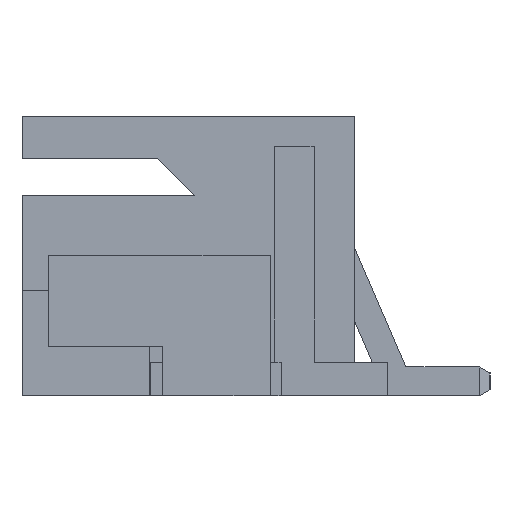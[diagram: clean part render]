
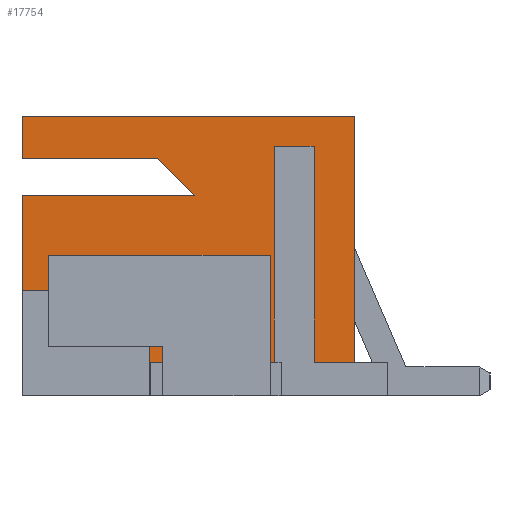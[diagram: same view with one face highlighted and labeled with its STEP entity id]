
A CAD part, left-side view. The second image highlights one B-rep face of the part: STEP entity #17754.
In plain terms, the highlighted planar face has unit normal (-1, 0, 0).
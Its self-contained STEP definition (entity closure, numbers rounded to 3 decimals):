
#1284=ORIENTED_EDGE('',*,*,#4053,.T.);
#1285=ORIENTED_EDGE('',*,*,#4764,.T.);
#1286=ORIENTED_EDGE('',*,*,#4765,.T.);
#1287=ORIENTED_EDGE('',*,*,#4766,.T.);
#1288=ORIENTED_EDGE('',*,*,#4758,.T.);
#1289=ORIENTED_EDGE('',*,*,#4153,.T.);
#1290=ORIENTED_EDGE('',*,*,#4179,.F.);
#1291=ORIENTED_EDGE('',*,*,#4175,.F.);
#1292=ORIENTED_EDGE('',*,*,#4767,.T.);
#1293=ORIENTED_EDGE('',*,*,#4768,.T.);
#1294=ORIENTED_EDGE('',*,*,#4769,.T.);
#1295=ORIENTED_EDGE('',*,*,#4770,.T.);
#1296=ORIENTED_EDGE('',*,*,#4771,.T.);
#1297=ORIENTED_EDGE('',*,*,#4171,.F.);
#1298=ORIENTED_EDGE('',*,*,#4772,.T.);
#1299=ORIENTED_EDGE('',*,*,#4773,.T.);
#1300=ORIENTED_EDGE('',*,*,#4774,.T.);
#1301=ORIENTED_EDGE('',*,*,#4194,.F.);
#1302=ORIENTED_EDGE('',*,*,#4775,.F.);
#1303=ORIENTED_EDGE('',*,*,#4045,.T.);
#4045=EDGE_CURVE('',#5880,#5879,#7054,.T.);
#4053=EDGE_CURVE('',#5879,#5886,#7062,.T.);
#4153=EDGE_CURVE('',#5984,#5983,#7162,.T.);
#4171=EDGE_CURVE('',#5998,#5994,#7180,.T.);
#4175=EDGE_CURVE('',#5999,#6001,#7184,.T.);
#4179=EDGE_CURVE('',#6001,#5983,#7188,.T.);
#4194=EDGE_CURVE('',#6016,#6017,#7203,.T.);
#4758=EDGE_CURVE('',#6423,#5984,#7767,.T.);
#4764=EDGE_CURVE('',#5886,#6427,#7773,.T.);
#4765=EDGE_CURVE('',#6427,#6428,#7774,.T.);
#4766=EDGE_CURVE('',#6428,#6423,#7775,.T.);
#4767=EDGE_CURVE('',#5999,#6429,#7776,.T.);
#4768=EDGE_CURVE('',#6429,#6430,#7777,.T.);
#4769=EDGE_CURVE('',#6430,#6431,#7778,.T.);
#4770=EDGE_CURVE('',#6431,#6432,#7779,.T.);
#4771=EDGE_CURVE('',#6432,#5994,#7780,.T.);
#4772=EDGE_CURVE('',#5998,#6433,#7781,.T.);
#4773=EDGE_CURVE('',#6433,#6434,#7782,.T.);
#4774=EDGE_CURVE('',#6434,#6017,#7783,.T.);
#4775=EDGE_CURVE('',#5880,#6016,#7784,.T.);
#5879=VERTEX_POINT('',#22096);
#5880=VERTEX_POINT('',#22098);
#5886=VERTEX_POINT('',#22112);
#5983=VERTEX_POINT('',#22313);
#5984=VERTEX_POINT('',#22315);
#5994=VERTEX_POINT('',#22342);
#5998=VERTEX_POINT('',#22350);
#5999=VERTEX_POINT('',#22357);
#6001=VERTEX_POINT('',#22360);
#6016=VERTEX_POINT('',#22396);
#6017=VERTEX_POINT('',#22398);
#6423=VERTEX_POINT('',#23490);
#6427=VERTEX_POINT('',#23501);
#6428=VERTEX_POINT('',#23503);
#6429=VERTEX_POINT('',#23506);
#6430=VERTEX_POINT('',#23508);
#6431=VERTEX_POINT('',#23510);
#6432=VERTEX_POINT('',#23512);
#6433=VERTEX_POINT('',#23515);
#6434=VERTEX_POINT('',#23517);
#7054=LINE('',#22097,#8615);
#7062=LINE('',#22113,#8623);
#7162=LINE('',#22314,#8723);
#7180=LINE('',#22351,#8741);
#7184=LINE('',#22359,#8745);
#7188=LINE('',#22366,#8749);
#7203=LINE('',#22397,#8764);
#7767=LINE('',#23489,#9328);
#7773=LINE('',#23500,#9334);
#7774=LINE('',#23502,#9335);
#7775=LINE('',#23504,#9336);
#7776=LINE('',#23505,#9337);
#7777=LINE('',#23507,#9338);
#7778=LINE('',#23509,#9339);
#7779=LINE('',#23511,#9340);
#7780=LINE('',#23513,#9341);
#7781=LINE('',#23514,#9342);
#7782=LINE('',#23516,#9343);
#7783=LINE('',#23518,#9344);
#7784=LINE('',#23519,#9345);
#8615=VECTOR('',#19112,1000.);
#8623=VECTOR('',#19122,1000.);
#8723=VECTOR('',#19230,1000.);
#8741=VECTOR('',#19256,1000.);
#8745=VECTOR('',#19264,1000.);
#8749=VECTOR('',#19270,1000.);
#8764=VECTOR('',#19289,1000.);
#9328=VECTOR('',#20097,1000.);
#9334=VECTOR('',#20105,1000.);
#9335=VECTOR('',#20106,1000.);
#9336=VECTOR('',#20107,1000.);
#9337=VECTOR('',#20108,1000.);
#9338=VECTOR('',#20109,1000.);
#9339=VECTOR('',#20110,1000.);
#9340=VECTOR('',#20111,1000.);
#9341=VECTOR('',#20112,1000.);
#9342=VECTOR('',#20113,1000.);
#9343=VECTOR('',#20114,1000.);
#9344=VECTOR('',#20115,1000.);
#9345=VECTOR('',#20116,1000.);
#10303=EDGE_LOOP('',(#1284,#1285,#1286,#1287,#1288,#1289,#1290,#1291,#1292,
#1293,#1294,#1295,#1296,#1297,#1298,#1299,#1300,#1301,#1302,#1303));
#11094=FACE_BOUND('',#10303,.T.);
#11885=PLANE('',#18522);
#17754=ADVANCED_FACE('',(#11094),#11885,.F.);
#18522=AXIS2_PLACEMENT_3D('',#23499,#20103,#20104);
#19112=DIRECTION('',(0.,1.,0.));
#19122=DIRECTION('',(0.,0.,-1.));
#19230=DIRECTION('',(0.,-1.,0.));
#19256=DIRECTION('',(0.,1.,0.));
#19264=DIRECTION('',(0.,1.,0.));
#19270=DIRECTION('',(0.,0.,-1.));
#19289=DIRECTION('',(0.,1.,0.));
#20097=DIRECTION('',(0.,0.,-1.));
#20103=DIRECTION('',(1.,0.,0.));
#20104=DIRECTION('',(0.,0.,-1.));
#20105=DIRECTION('',(0.,-1.,0.));
#20106=DIRECTION('',(0.,-0.707,-0.707));
#20107=DIRECTION('',(0.,1.,0.));
#20108=DIRECTION('',(0.,0.,1.));
#20109=DIRECTION('',(0.,1.,0.));
#20110=DIRECTION('',(0.,0.,1.));
#20111=DIRECTION('',(0.,-1.,0.));
#20112=DIRECTION('',(0.,0.,-1.));
#20113=DIRECTION('',(0.,0.,1.));
#20114=DIRECTION('',(0.,-1.,0.));
#20115=DIRECTION('',(0.,0.,-1.));
#20116=DIRECTION('',(0.,0.,-1.));
#22096=CARTESIAN_POINT('',(-23.965,9.906,5.918));
#22097=CARTESIAN_POINT('',(-23.965,2.87,5.918));
#22098=CARTESIAN_POINT('',(-23.965,2.87,5.918));
#22112=CARTESIAN_POINT('',(-23.965,9.906,5.029));
#22113=CARTESIAN_POINT('',(-23.965,9.906,0.711));
#22313=CARTESIAN_POINT('',(-23.965,7.188,0.));
#22314=CARTESIAN_POINT('',(-23.965,9.906,0.));
#22315=CARTESIAN_POINT('',(-23.965,9.906,0.));
#22342=CARTESIAN_POINT('',(-23.965,4.65,0.711));
#22350=CARTESIAN_POINT('',(-23.965,4.563,0.711));
#22351=CARTESIAN_POINT('',(-23.965,2.87,0.711));
#22357=CARTESIAN_POINT('',(-23.965,6.934,0.711));
#22359=CARTESIAN_POINT('',(-23.965,2.87,0.711));
#22360=CARTESIAN_POINT('',(-23.965,7.188,0.711));
#22366=CARTESIAN_POINT('',(-23.965,7.188,0.711));
#22396=CARTESIAN_POINT('',(-23.965,2.87,0.711));
#22397=CARTESIAN_POINT('',(-23.965,2.87,0.711));
#22398=CARTESIAN_POINT('',(-23.965,3.724,0.711));
#23489=CARTESIAN_POINT('',(-23.965,9.906,0.711));
#23490=CARTESIAN_POINT('',(-23.965,9.906,4.245));
#23499=CARTESIAN_POINT('',(-23.965,9.906,0.711));
#23500=CARTESIAN_POINT('',(-23.965,9.906,5.029));
#23501=CARTESIAN_POINT('',(-23.965,7.033,5.029));
#23502=CARTESIAN_POINT('',(-23.965,6.31,4.307));
#23503=CARTESIAN_POINT('',(-23.965,6.248,4.245));
#23504=CARTESIAN_POINT('',(-23.965,9.906,4.245));
#23505=CARTESIAN_POINT('',(-23.965,6.934,0.));
#23506=CARTESIAN_POINT('',(-23.965,6.934,1.041));
#23507=CARTESIAN_POINT('',(-23.965,6.934,1.041));
#23508=CARTESIAN_POINT('',(-23.965,9.349,1.041));
#23509=CARTESIAN_POINT('',(-23.965,9.349,1.041));
#23510=CARTESIAN_POINT('',(-23.965,9.349,2.972));
#23511=CARTESIAN_POINT('',(-23.965,9.349,2.972));
#23512=CARTESIAN_POINT('',(-23.965,4.65,2.972));
#23513=CARTESIAN_POINT('',(-23.965,4.65,2.972));
#23514=CARTESIAN_POINT('',(-23.965,4.563,0.711));
#23515=CARTESIAN_POINT('',(-23.965,4.563,5.283));
#23516=CARTESIAN_POINT('',(-23.965,9.906,5.283));
#23517=CARTESIAN_POINT('',(-23.965,3.724,5.283));
#23518=CARTESIAN_POINT('',(-23.965,3.724,0.711));
#23519=CARTESIAN_POINT('',(-23.965,2.87,5.918));
